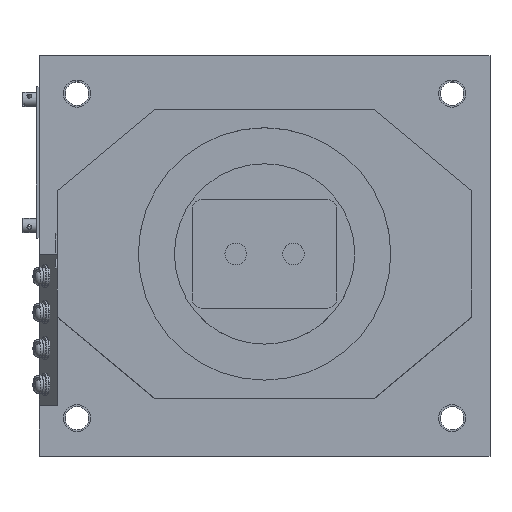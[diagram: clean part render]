
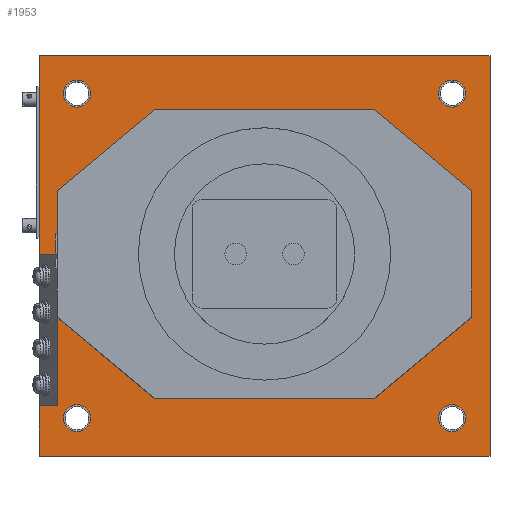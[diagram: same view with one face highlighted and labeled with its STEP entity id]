
A CAD part, top view. The second image highlights one B-rep face of the part: STEP entity #1953.
In plain terms, the highlighted planar face has unit normal (0, 0, 1).
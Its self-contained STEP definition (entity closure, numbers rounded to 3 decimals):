
#1953=ADVANCED_FACE('',(#12856,#12858,#12860,#12862,#12864),#12866,.T.);
#12856=FACE_BOUND('',#12857,.T.);
#12857=EDGE_LOOP('',(#22087,#22088,#22089,#22090,#22091,#22092,#22093,#22094,#22095,
#22096,#22097,#22098,#22099,#22100,#22101,#22102));
#12858=FACE_BOUND('',#12859,.T.);
#12859=EDGE_LOOP('',(#22103));
#12860=FACE_BOUND('',#12861,.T.);
#12861=EDGE_LOOP('',(#22104));
#12862=FACE_BOUND('',#12863,.T.);
#12863=EDGE_LOOP('',(#22105));
#12864=FACE_BOUND('',#12865,.T.);
#12865=EDGE_LOOP('',(#22106));
#12866=PLANE('',#12867);
#12867=AXIS2_PLACEMENT_3D('',#12868,#12869,#12870);
#12868=CARTESIAN_POINT('',(0.,0.,40.));
#12869=DIRECTION('',(0.,0.,1.));
#12870=DIRECTION('',(1.,0.,0.));
#22087=ORIENTED_EDGE('',*,*,#27986,.T.);
#22088=ORIENTED_EDGE('',*,*,#28632,.T.);
#22089=ORIENTED_EDGE('',*,*,#28633,.T.);
#22090=ORIENTED_EDGE('',*,*,#28634,.T.);
#22091=ORIENTED_EDGE('',*,*,#28635,.T.);
#22092=ORIENTED_EDGE('',*,*,#28636,.T.);
#22093=ORIENTED_EDGE('',*,*,#28637,.T.);
#22094=ORIENTED_EDGE('',*,*,#28638,.T.);
#22095=ORIENTED_EDGE('',*,*,#27670,.F.);
#22096=ORIENTED_EDGE('',*,*,#28630,.F.);
#22097=ORIENTED_EDGE('',*,*,#28639,.F.);
#22098=ORIENTED_EDGE('',*,*,#28640,.F.);
#22099=ORIENTED_EDGE('',*,*,#28641,.F.);
#22100=ORIENTED_EDGE('',*,*,#28642,.F.);
#22101=ORIENTED_EDGE('',*,*,#28643,.F.);
#22102=ORIENTED_EDGE('',*,*,#28620,.F.);
#22103=ORIENTED_EDGE('',*,*,#28644,.T.);
#22104=ORIENTED_EDGE('',*,*,#28645,.T.);
#22105=ORIENTED_EDGE('',*,*,#28646,.T.);
#22106=ORIENTED_EDGE('',*,*,#28647,.T.);
#27670=EDGE_CURVE('',#31162,#31155,#31164,.T.);
#27986=EDGE_CURVE('',#31156,#31666,#31668,.F.);
#28620=EDGE_CURVE('',#31156,#32934,#32935,.T.);
#28630=EDGE_CURVE('',#32952,#31162,#32953,.T.);
#28632=EDGE_CURVE('',#31666,#32955,#32956,.F.);
#28633=EDGE_CURVE('',#32955,#32957,#32958,.T.);
#28634=EDGE_CURVE('',#32957,#32959,#32960,.T.);
#28635=EDGE_CURVE('',#32959,#32961,#32962,.T.);
#28636=EDGE_CURVE('',#32961,#32963,#32964,.T.);
#28637=EDGE_CURVE('',#32963,#32965,#32966,.T.);
#28638=EDGE_CURVE('',#32965,#31155,#32967,.T.);
#28639=EDGE_CURVE('',#32968,#32952,#32969,.T.);
#28640=EDGE_CURVE('',#32970,#32968,#32971,.T.);
#28641=EDGE_CURVE('',#32972,#32970,#32973,.T.);
#28642=EDGE_CURVE('',#32974,#32972,#32975,.T.);
#28643=EDGE_CURVE('',#32934,#32974,#32976,.T.);
#28644=EDGE_CURVE('',#32977,#32977,#32978,.F.);
#28645=EDGE_CURVE('',#32979,#32979,#32980,.F.);
#28646=EDGE_CURVE('',#32981,#32981,#32982,.F.);
#28647=EDGE_CURVE('',#32983,#32983,#32984,.F.);
#31155=VERTEX_POINT('',#37097);
#31156=VERTEX_POINT('',#37098);
#31162=VERTEX_POINT('',#37110);
#31164=LINE('',#37114,#37115);
#31666=VERTEX_POINT('',#38377);
#31668=LINE('',#38381,#38382);
#32934=VERTEX_POINT('',#41343);
#32935=LINE('',#41344,#41345);
#32952=VERTEX_POINT('',#41382);
#32953=LINE('',#41383,#41384);
#32955=VERTEX_POINT('',#41389);
#32956=LINE('',#41390,#41391);
#32957=VERTEX_POINT('',#41393);
#32958=LINE('',#41394,#41395);
#32959=VERTEX_POINT('',#41397);
#32960=LINE('',#41398,#41399);
#32961=VERTEX_POINT('',#41401);
#32962=LINE('',#41402,#41403);
#32963=VERTEX_POINT('',#41405);
#32964=LINE('',#41406,#41407);
#32965=VERTEX_POINT('',#41409);
#32966=LINE('',#41410,#41411);
#32967=LINE('',#41413,#41414);
#32968=VERTEX_POINT('',#41416);
#32969=LINE('',#41417,#41418);
#32970=VERTEX_POINT('',#41420);
#32971=LINE('',#41421,#41422);
#32972=VERTEX_POINT('',#41424);
#32973=LINE('',#41425,#41426);
#32974=VERTEX_POINT('',#41428);
#32975=LINE('',#41429,#41430);
#32976=LINE('',#41432,#41433);
#32977=VERTEX_POINT('',#41435);
#32978=CIRCLE('',#41436,7.5);
#32979=VERTEX_POINT('',#41440);
#32980=CIRCLE('',#41441,7.5);
#32981=VERTEX_POINT('',#41445);
#32982=CIRCLE('',#41446,7.5);
#32983=VERTEX_POINT('',#41450);
#32984=CIRCLE('',#41451,7.5);
#37097=CARTESIAN_POINT('',(-115.,0.,40.));
#37098=CARTESIAN_POINT('',(-115.,-35.,40.));
#37110=CARTESIAN_POINT('',(-115.,35.,40.));
#37114=CARTESIAN_POINT('',(-115.,35.,40.));
#37115=VECTOR('',#37116,1.);
#37116=DIRECTION('',(0.,-1.,0.));
#38377=CARTESIAN_POINT('',(-115.,-84.,40.));
#38381=CARTESIAN_POINT('',(-115.,-84.,40.));
#38382=VECTOR('',#38383,1.);
#38383=DIRECTION('',(0.,1.,0.));
#41343=CARTESIAN_POINT('',(-61.,-80.,40.));
#41344=CARTESIAN_POINT('',(-115.,-35.,40.));
#41345=VECTOR('',#41346,1.);
#41346=DIRECTION('',(0.768,-0.64,0.));
#41382=CARTESIAN_POINT('',(-61.,80.,40.));
#41383=CARTESIAN_POINT('',(-61.,80.,40.));
#41384=VECTOR('',#41385,1.);
#41385=DIRECTION('',(-0.768,-0.64,0.));
#41389=CARTESIAN_POINT('',(-125.,-84.,40.));
#41390=CARTESIAN_POINT('',(-125.,-84.,40.));
#41391=VECTOR('',#41392,1.);
#41392=DIRECTION('',(1.,0.,0.));
#41393=CARTESIAN_POINT('',(-125.,-111.85,40.));
#41394=CARTESIAN_POINT('',(-125.,-84.,40.));
#41395=VECTOR('',#41396,1.);
#41396=DIRECTION('',(0.,-1.,0.));
#41397=CARTESIAN_POINT('',(125.,-111.85,40.));
#41398=CARTESIAN_POINT('',(-125.,-111.85,40.));
#41399=VECTOR('',#41400,1.);
#41400=DIRECTION('',(1.,0.,0.));
#41401=CARTESIAN_POINT('',(125.,110.15,40.));
#41402=CARTESIAN_POINT('',(125.,-111.85,40.));
#41403=VECTOR('',#41404,1.);
#41404=DIRECTION('',(0.,1.,0.));
#41405=CARTESIAN_POINT('',(-125.,110.15,40.));
#41406=CARTESIAN_POINT('',(125.,110.15,40.));
#41407=VECTOR('',#41408,1.);
#41408=DIRECTION('',(-1.,0.,0.));
#41409=CARTESIAN_POINT('',(-125.,0.,40.));
#41410=CARTESIAN_POINT('',(-125.,110.15,40.));
#41411=VECTOR('',#41412,1.);
#41412=DIRECTION('',(0.,-1.,0.));
#41413=CARTESIAN_POINT('',(-125.,0.,40.));
#41414=VECTOR('',#41415,1.);
#41415=DIRECTION('',(1.,0.,0.));
#41416=CARTESIAN_POINT('',(61.,80.,40.));
#41417=CARTESIAN_POINT('',(61.,80.,40.));
#41418=VECTOR('',#41419,1.);
#41419=DIRECTION('',(-1.,0.,0.));
#41420=CARTESIAN_POINT('',(115.,35.,40.));
#41421=CARTESIAN_POINT('',(115.,35.,40.));
#41422=VECTOR('',#41423,1.);
#41423=DIRECTION('',(-0.768,0.64,0.));
#41424=CARTESIAN_POINT('',(115.,-35.,40.));
#41425=CARTESIAN_POINT('',(115.,-35.,40.));
#41426=VECTOR('',#41427,1.);
#41427=DIRECTION('',(0.,1.,0.));
#41428=CARTESIAN_POINT('',(61.,-80.,40.));
#41429=CARTESIAN_POINT('',(61.,-80.,40.));
#41430=VECTOR('',#41431,1.);
#41431=DIRECTION('',(0.768,0.64,0.));
#41432=CARTESIAN_POINT('',(-61.,-80.,40.));
#41433=VECTOR('',#41434,1.);
#41434=DIRECTION('',(1.,0.,0.));
#41435=CARTESIAN_POINT('',(-96.5,-90.85,40.));
#41436=AXIS2_PLACEMENT_3D('',#41437,#41438,#41439);
#41437=CARTESIAN_POINT('',(-104.,-90.85,40.));
#41438=DIRECTION('',(0.,0.,1.));
#41439=DIRECTION('',(1.,0.,0.));
#41440=CARTESIAN_POINT('',(111.5,-90.85,40.));
#41441=AXIS2_PLACEMENT_3D('',#41442,#41443,#41444);
#41442=CARTESIAN_POINT('',(104.,-90.85,40.));
#41443=DIRECTION('',(0.,0.,1.));
#41444=DIRECTION('',(1.,0.,0.));
#41445=CARTESIAN_POINT('',(111.5,89.15,40.));
#41446=AXIS2_PLACEMENT_3D('',#41447,#41448,#41449);
#41447=CARTESIAN_POINT('',(104.,89.15,40.));
#41448=DIRECTION('',(0.,0.,1.));
#41449=DIRECTION('',(1.,0.,0.));
#41450=CARTESIAN_POINT('',(-96.5,89.15,40.));
#41451=AXIS2_PLACEMENT_3D('',#41452,#41453,#41454);
#41452=CARTESIAN_POINT('',(-104.,89.15,40.));
#41453=DIRECTION('',(0.,0.,1.));
#41454=DIRECTION('',(1.,0.,0.));
